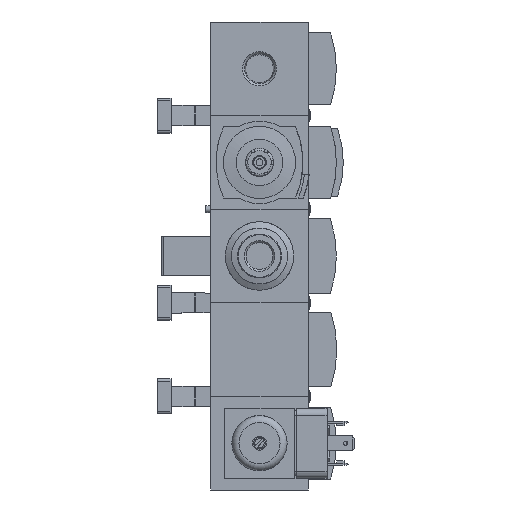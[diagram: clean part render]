
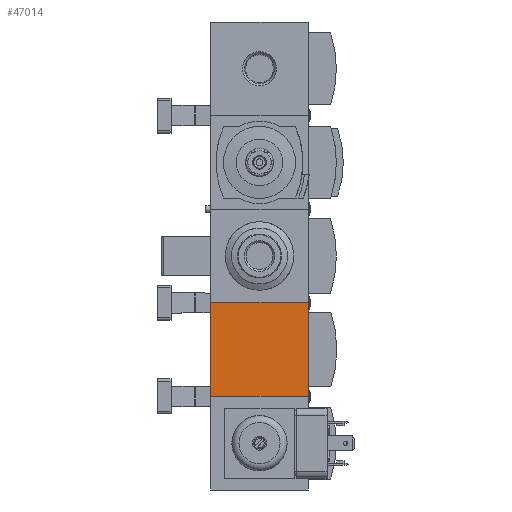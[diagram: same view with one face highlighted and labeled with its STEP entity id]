
A CAD part, front view. The second image highlights one B-rep face of the part: STEP entity #47014.
In plain terms, the highlighted planar face has unit normal (0, -1, 0).
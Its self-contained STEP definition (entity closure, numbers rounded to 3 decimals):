
#1329=PLANE('',#49890);
#4213=LINE('',#68145,#8114);
#4319=LINE('',#68367,#8220);
#4334=LINE('',#68405,#8235);
#4375=LINE('',#68513,#8276);
#8114=VECTOR('',#57122,1000.);
#8220=VECTOR('',#57294,1000.);
#8235=VECTOR('',#57323,1000.);
#8276=VECTOR('',#57406,1000.);
#16876=ORIENTED_EDGE('',*,*,#23410,.F.);
#16877=ORIENTED_EDGE('',*,*,#23524,.F.);
#16878=ORIENTED_EDGE('',*,*,#23598,.F.);
#16879=ORIENTED_EDGE('',*,*,#23544,.F.);
#23410=EDGE_CURVE('',#27554,#27555,#4213,.T.);
#23524=EDGE_CURVE('',#27637,#27554,#4319,.T.);
#23544=EDGE_CURVE('',#27555,#27654,#4334,.T.);
#23598=EDGE_CURVE('',#27654,#27637,#4375,.T.);
#27554=VERTEX_POINT('',#68144);
#27555=VERTEX_POINT('',#68146);
#27637=VERTEX_POINT('',#68366);
#27654=VERTEX_POINT('',#68406);
#31353=EDGE_LOOP('',(#16876,#16877,#16878,#16879));
#33628=FACE_BOUND('',#31353,.T.);
#47014=ADVANCED_FACE('',(#33628),#1329,.F.);
#49890=AXIS2_PLACEMENT_3D('',#69095,#57903,#57904);
#57122=DIRECTION('',(0.,0.,1.));
#57294=DIRECTION('',(-1.,0.,0.));
#57323=DIRECTION('',(1.,0.,0.));
#57406=DIRECTION('',(0.,0.,-1.));
#57903=DIRECTION('',(0.,1.,0.));
#57904=DIRECTION('',(0.,0.,1.));
#68144=CARTESIAN_POINT('',(-21.,-31.5,-20.1));
#68145=CARTESIAN_POINT('',(-21.,-31.5,-20.1));
#68146=CARTESIAN_POINT('',(-21.,-31.5,20.1));
#68366=CARTESIAN_POINT('',(21.,-31.5,-20.1));
#68367=CARTESIAN_POINT('',(21.,-31.5,-20.1));
#68405=CARTESIAN_POINT('',(-21.,-31.5,20.1));
#68406=CARTESIAN_POINT('',(21.,-31.5,20.1));
#68513=CARTESIAN_POINT('',(21.,-31.5,20.1));
#69095=CARTESIAN_POINT('',(0.,-31.5,0.));
